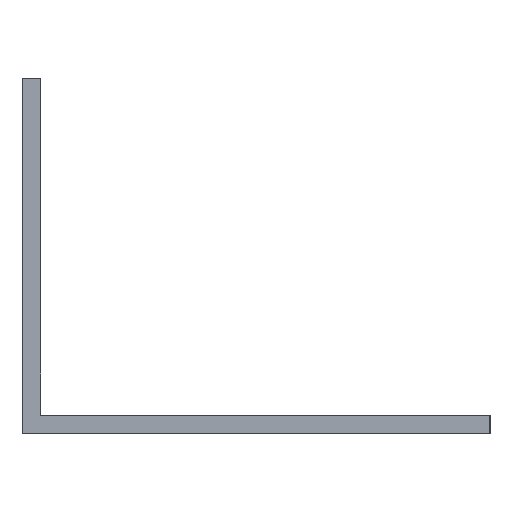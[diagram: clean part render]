
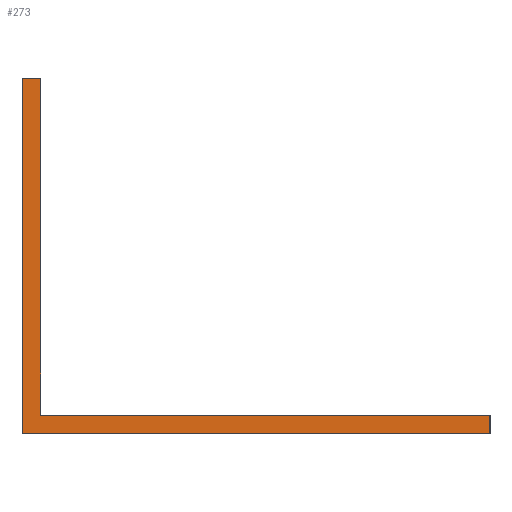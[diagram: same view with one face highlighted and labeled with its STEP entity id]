
A CAD part, left-side view. The second image highlights one B-rep face of the part: STEP entity #273.
In plain terms, the highlighted planar face has unit normal (-1, 0, 0).
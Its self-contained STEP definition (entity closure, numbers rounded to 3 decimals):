
#11 = LINE ( 'NONE', #28, #344 ) ;
#16 = EDGE_CURVE ( 'NONE', #105, #179, #11, .T. ) ;
#21 = CARTESIAN_POINT ( 'NONE',  ( 0., -2., 0. ) ) ;
#25 = VECTOR ( 'NONE', #253, 1000. ) ;
#28 = CARTESIAN_POINT ( 'NONE',  ( 0., 0., -36. ) ) ;
#32 = VECTOR ( 'NONE', #166, 1000. ) ;
#34 = DIRECTION ( 'NONE',  ( 0., 0., 1. ) ) ;
#55 = CARTESIAN_POINT ( 'NONE',  ( 0., -2., 0. ) ) ;
#63 = ORIENTED_EDGE ( 'NONE', *, *, #155, .F. ) ;
#64 = CARTESIAN_POINT ( 'NONE',  ( 0., -50., -38. ) ) ;
#65 = VERTEX_POINT ( 'NONE', #55 ) ;
#67 = VECTOR ( 'NONE', #288, 1000. ) ;
#70 = VERTEX_POINT ( 'NONE', #118 ) ;
#79 = VERTEX_POINT ( 'NONE', #247 ) ;
#88 = CARTESIAN_POINT ( 'NONE',  ( 0., -2., -38. ) ) ;
#94 = DIRECTION ( 'NONE',  ( 0., 0., 1. ) ) ;
#95 = EDGE_CURVE ( 'NONE', #65, #313, #338, .T. ) ;
#105 = VERTEX_POINT ( 'NONE', #351 ) ;
#118 = CARTESIAN_POINT ( 'NONE',  ( 0., -50., -38. ) ) ;
#119 = LINE ( 'NONE', #120, #370 ) ;
#120 = CARTESIAN_POINT ( 'NONE',  ( 0., -2., 0. ) ) ;
#128 = LINE ( 'NONE', #359, #32 ) ;
#133 = ORIENTED_EDGE ( 'NONE', *, *, #16, .F. ) ;
#138 = FACE_OUTER_BOUND ( 'NONE', #238, .T. ) ;
#146 = VECTOR ( 'NONE', #94, 1000. ) ;
#150 = ORIENTED_EDGE ( 'NONE', *, *, #239, .T. ) ;
#152 = LINE ( 'NONE', #88, #25 ) ;
#155 = EDGE_CURVE ( 'NONE', #65, #105, #119, .T. ) ;
#166 = DIRECTION ( 'NONE',  ( 0., 0., -1. ) ) ;
#170 = ORIENTED_EDGE ( 'NONE', *, *, #360, .T. ) ;
#171 = EDGE_CURVE ( 'NONE', #70, #79, #152, .T. ) ;
#179 = VERTEX_POINT ( 'NONE', #321 ) ;
#188 = DIRECTION ( 'NONE',  ( 0., 0., -1. ) ) ;
#199 = AXIS2_PLACEMENT_3D ( 'NONE', #385, #228, #34 ) ;
#228 = DIRECTION ( 'NONE',  ( -1., 0., 0. ) ) ;
#236 = LINE ( 'NONE', #64, #146 ) ;
#238 = EDGE_LOOP ( 'NONE', ( #133, #63, #342, #170, #243, #150 ) ) ;
#239 = EDGE_CURVE ( 'NONE', #70, #179, #236, .T. ) ;
#243 = ORIENTED_EDGE ( 'NONE', *, *, #171, .F. ) ;
#247 = CARTESIAN_POINT ( 'NONE',  ( 0., 0., -38. ) ) ;
#253 = DIRECTION ( 'NONE',  ( 0., 1., 0. ) ) ;
#261 = CARTESIAN_POINT ( 'NONE',  ( 0., 0., 0. ) ) ;
#273 = ADVANCED_FACE ( 'NONE', ( #138 ), #325, .T. ) ;
#288 = DIRECTION ( 'NONE',  ( 0., 1., 0. ) ) ;
#313 = VERTEX_POINT ( 'NONE', #261 ) ;
#321 = CARTESIAN_POINT ( 'NONE',  ( 0., -50., -36. ) ) ;
#325 = PLANE ( 'NONE',  #199 ) ;
#338 = LINE ( 'NONE', #21, #67 ) ;
#342 = ORIENTED_EDGE ( 'NONE', *, *, #95, .T. ) ;
#344 = VECTOR ( 'NONE', #412, 1000. ) ;
#351 = CARTESIAN_POINT ( 'NONE',  ( 0., -2., -36. ) ) ;
#359 = CARTESIAN_POINT ( 'NONE',  ( 0., 0., 0. ) ) ;
#360 = EDGE_CURVE ( 'NONE', #313, #79, #128, .T. ) ;
#370 = VECTOR ( 'NONE', #188, 1000. ) ;
#385 = CARTESIAN_POINT ( 'NONE',  ( 0., -3., -36. ) ) ;
#412 = DIRECTION ( 'NONE',  ( 0., -1., 0. ) ) ;
